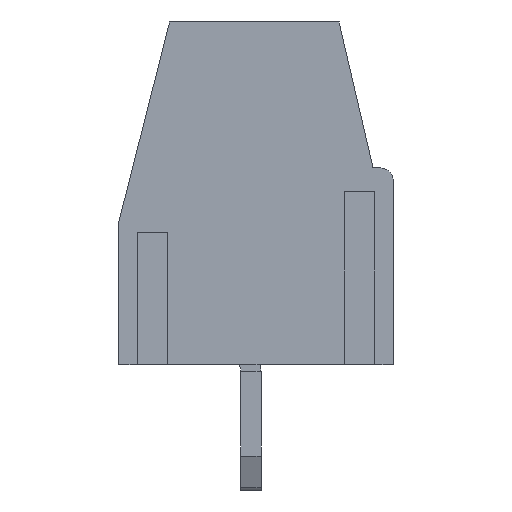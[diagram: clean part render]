
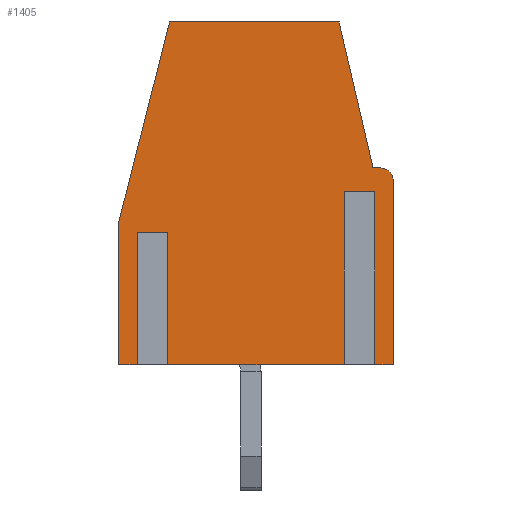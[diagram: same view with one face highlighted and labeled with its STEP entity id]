
A CAD part, left-side view. The second image highlights one B-rep face of the part: STEP entity #1405.
In plain terms, the highlighted planar face has unit normal (-1, 0, 0).
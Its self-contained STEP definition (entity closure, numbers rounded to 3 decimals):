
#1405=ADVANCED_FACE('',(#5025),#5027,.T.);
#5025=FACE_BOUND('',#5026,.T.);
#5026=EDGE_LOOP('',(#7870,#7871,#7872,#7873,#7874,#7875,#7876,#7877,#7878,#7879,
#7880,#7881,#7882,#7883,#7884,#7885));
#5027=PLANE('',#5028);
#5028=AXIS2_PLACEMENT_3D('',#5029,#5030,#5031);
#5029=CARTESIAN_POINT('',(-2.5,0.,0.));
#5030=DIRECTION('',(-1.,0.,0.));
#5031=DIRECTION('',(0.,0.,-1.));
#7870=ORIENTED_EDGE('',*,*,#9950,.F.);
#7871=ORIENTED_EDGE('',*,*,#9951,.F.);
#7872=ORIENTED_EDGE('',*,*,#9952,.F.);
#7873=ORIENTED_EDGE('',*,*,#9953,.T.);
#7874=ORIENTED_EDGE('',*,*,#9954,.T.);
#7875=ORIENTED_EDGE('',*,*,#9955,.T.);
#7876=ORIENTED_EDGE('',*,*,#9956,.T.);
#7877=ORIENTED_EDGE('',*,*,#9957,.T.);
#7878=ORIENTED_EDGE('',*,*,#9742,.T.);
#7879=ORIENTED_EDGE('',*,*,#9919,.T.);
#7880=ORIENTED_EDGE('',*,*,#9958,.T.);
#7881=ORIENTED_EDGE('',*,*,#9959,.T.);
#7882=ORIENTED_EDGE('',*,*,#9960,.F.);
#7883=ORIENTED_EDGE('',*,*,#9961,.F.);
#7884=ORIENTED_EDGE('',*,*,#9962,.F.);
#7885=ORIENTED_EDGE('',*,*,#9963,.T.);
#9742=EDGE_CURVE('',#10898,#10896,#10899,.T.);
#9919=EDGE_CURVE('',#10896,#11217,#11219,.T.);
#9950=EDGE_CURVE('',#11279,#11280,#11281,.T.);
#9951=EDGE_CURVE('',#11282,#11279,#11283,.F.);
#9952=EDGE_CURVE('',#11284,#11282,#11285,.T.);
#9953=EDGE_CURVE('',#11284,#11286,#11287,.T.);
#9954=EDGE_CURVE('',#11286,#11288,#11289,.T.);
#9955=EDGE_CURVE('',#11288,#11290,#11291,.T.);
#9956=EDGE_CURVE('',#11290,#11292,#11293,.T.);
#9957=EDGE_CURVE('',#11292,#10898,#11294,.T.);
#9958=EDGE_CURVE('',#11217,#11295,#11296,.T.);
#9959=EDGE_CURVE('',#11295,#11297,#11298,.T.);
#9960=EDGE_CURVE('',#11299,#11297,#11300,.T.);
#9961=EDGE_CURVE('',#11301,#11299,#11302,.F.);
#9962=EDGE_CURVE('',#11303,#11301,#11304,.T.);
#9963=EDGE_CURVE('',#11303,#11280,#11305,.T.);
#10896=VERTEX_POINT('',#12772);
#10898=VERTEX_POINT('',#12776);
#10899=LINE('',#12777,#12778);
#11217=VERTEX_POINT('',#13473);
#11219=LINE('',#13477,#13478);
#11279=VERTEX_POINT('',#13599);
#11280=VERTEX_POINT('',#13600);
#11281=LINE('',#13601,#13602);
#11282=VERTEX_POINT('',#13604);
#11283=LINE('',#13605,#13606);
#11284=VERTEX_POINT('',#13608);
#11285=LINE('',#13609,#13610);
#11286=VERTEX_POINT('',#13612);
#11287=LINE('',#13613,#13614);
#11288=VERTEX_POINT('',#13616);
#11289=LINE('',#13617,#13618);
#11290=VERTEX_POINT('',#13620);
#11291=CIRCLE('',#13621,0.4);
#11292=VERTEX_POINT('',#13625);
#11293=LINE('',#13626,#13627);
#11294=LINE('',#13629,#13630);
#11295=VERTEX_POINT('',#13632);
#11296=LINE('',#13633,#13634);
#11297=VERTEX_POINT('',#13636);
#11298=LINE('',#13637,#13638);
#11299=VERTEX_POINT('',#13640);
#11300=LINE('',#13641,#13642);
#11301=VERTEX_POINT('',#13644);
#11302=LINE('',#13645,#13646);
#11303=VERTEX_POINT('',#13648);
#11304=LINE('',#13649,#13650);
#11305=LINE('',#13652,#13653);
#12772=CARTESIAN_POINT('',(-2.5,2.4,10.1));
#12776=CARTESIAN_POINT('',(-2.5,-2.6,10.1));
#12777=CARTESIAN_POINT('',(-2.5,-2.6,10.1));
#12778=VECTOR('',#12779,1.);
#12779=DIRECTION('',(0.,1.,0.));
#13473=CARTESIAN_POINT('',(-2.5,3.9,4.2));
#13477=CARTESIAN_POINT('',(-2.5,2.4,10.1));
#13478=VECTOR('',#13479,1.);
#13479=DIRECTION('',(0.,0.246,-0.969));
#13599=CARTESIAN_POINT('',(-2.5,-2.9,5.1));
#13600=CARTESIAN_POINT('',(-2.5,-2.9,0.));
#13601=CARTESIAN_POINT('',(-2.5,-2.9,5.1));
#13602=VECTOR('',#13603,1.);
#13603=DIRECTION('',(0.,0.,-1.));
#13604=CARTESIAN_POINT('',(-2.5,-3.5,5.1));
#13605=CARTESIAN_POINT('',(-2.5,-2.9,5.1));
#13606=VECTOR('',#13607,1.);
#13607=DIRECTION('',(0.,-1.,0.));
#13608=CARTESIAN_POINT('',(-2.5,-3.5,0.));
#13609=CARTESIAN_POINT('',(-2.5,-3.5,0.));
#13610=VECTOR('',#13611,1.);
#13611=DIRECTION('',(0.,0.,1.));
#13612=CARTESIAN_POINT('',(-2.5,-4.2,0.));
#13613=CARTESIAN_POINT('',(-2.5,-3.5,0.));
#13614=VECTOR('',#13615,1.);
#13615=DIRECTION('',(0.,-1.,0.));
#13616=CARTESIAN_POINT('',(-2.5,-4.2,5.4));
#13617=CARTESIAN_POINT('',(-2.5,-4.2,0.));
#13618=VECTOR('',#13619,1.);
#13619=DIRECTION('',(0.,0.,1.));
#13620=CARTESIAN_POINT('',(-2.5,-3.8,5.8));
#13621=AXIS2_PLACEMENT_3D('',#13622,#13623,#13624);
#13622=CARTESIAN_POINT('',(-2.5,-3.8,5.4));
#13623=DIRECTION('',(-1.,-0.,-0.));
#13624=DIRECTION('',(0.,-1.,0.));
#13625=CARTESIAN_POINT('',(-2.5,-3.6,5.8));
#13626=CARTESIAN_POINT('',(-2.5,-3.8,5.8));
#13627=VECTOR('',#13628,1.);
#13628=DIRECTION('',(0.,1.,0.));
#13629=CARTESIAN_POINT('',(-2.5,-3.6,5.8));
#13630=VECTOR('',#13631,1.);
#13631=DIRECTION('',(0.,0.227,0.974));
#13632=CARTESIAN_POINT('',(-2.5,3.9,0.));
#13633=CARTESIAN_POINT('',(-2.5,3.9,4.2));
#13634=VECTOR('',#13635,1.);
#13635=DIRECTION('',(0.,0.,-1.));
#13636=CARTESIAN_POINT('',(-2.5,3.2,0.));
#13637=CARTESIAN_POINT('',(-2.5,3.9,0.));
#13638=VECTOR('',#13639,1.);
#13639=DIRECTION('',(0.,-1.,0.));
#13640=CARTESIAN_POINT('',(-2.5,3.2,3.9));
#13641=CARTESIAN_POINT('',(-2.5,3.2,3.9));
#13642=VECTOR('',#13643,1.);
#13643=DIRECTION('',(0.,0.,-1.));
#13644=CARTESIAN_POINT('',(-2.5,2.6,3.9));
#13645=CARTESIAN_POINT('',(-2.5,3.2,3.9));
#13646=VECTOR('',#13647,1.);
#13647=DIRECTION('',(0.,-1.,0.));
#13648=CARTESIAN_POINT('',(-2.5,2.6,0.));
#13649=CARTESIAN_POINT('',(-2.5,2.6,0.));
#13650=VECTOR('',#13651,1.);
#13651=DIRECTION('',(0.,0.,1.));
#13652=CARTESIAN_POINT('',(-2.5,2.6,0.));
#13653=VECTOR('',#13654,1.);
#13654=DIRECTION('',(0.,-1.,0.));
